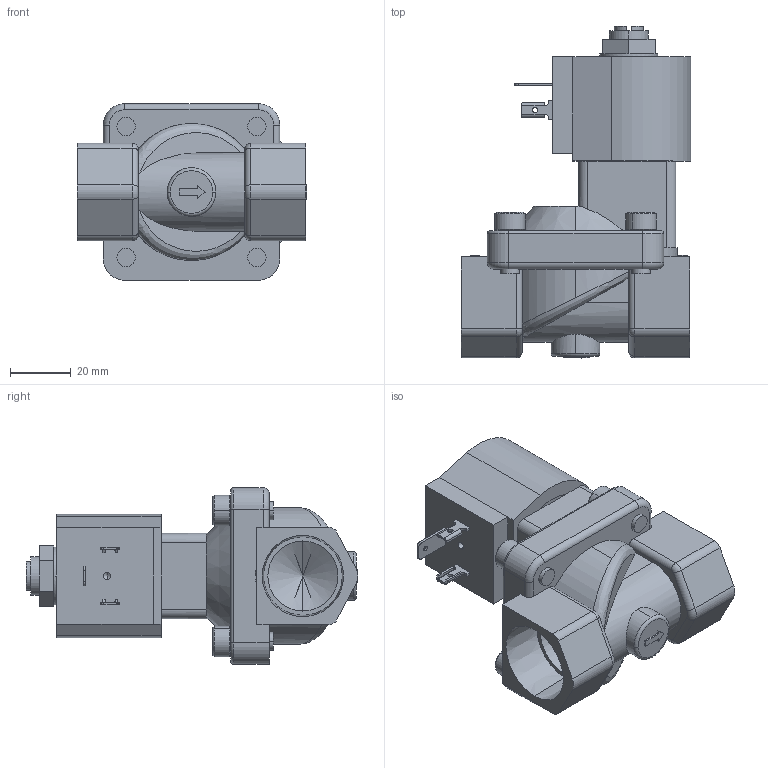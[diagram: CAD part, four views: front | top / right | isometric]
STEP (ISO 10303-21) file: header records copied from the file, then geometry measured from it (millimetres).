
FILE_DESCRIPTION (( 'STEP AP203' ), '1' );
FILE_NAME ('NS711YH02C9EG5.step', '2025-02-18T15:45:03', ( '' ), ( '' ), 'SwSTEP 2.0', 'SolidWorks 2024', '' );
FILE_SCHEMA (( 'CONFIG_CONTROL_DESIGN' ));
Length unit declared in the file: millimetre
Products named in the file (1): NS711YH02C9EG5
Bounding box: 75.32 x 109.07 x 58 mm (x, y, z)
Volume: 158584.6 mm3; surface area: 32388.5 mm2
Topology: 1 solids, 1 shells, 366 faces, 890 edges, 551 vertices
Faces by surface type: plane 189, cylinder 92, cone 57, torus 14, bspline 14
Entity records: 12106 total; most frequent: CARTESIAN_POINT 3478, DIRECTION 1774, ORIENTED_EDGE 1768, EDGE_CURVE 884, AXIS2_PLACEMENT_3D 622, VERTEX_POINT 551, LINE 530, VECTOR 530
